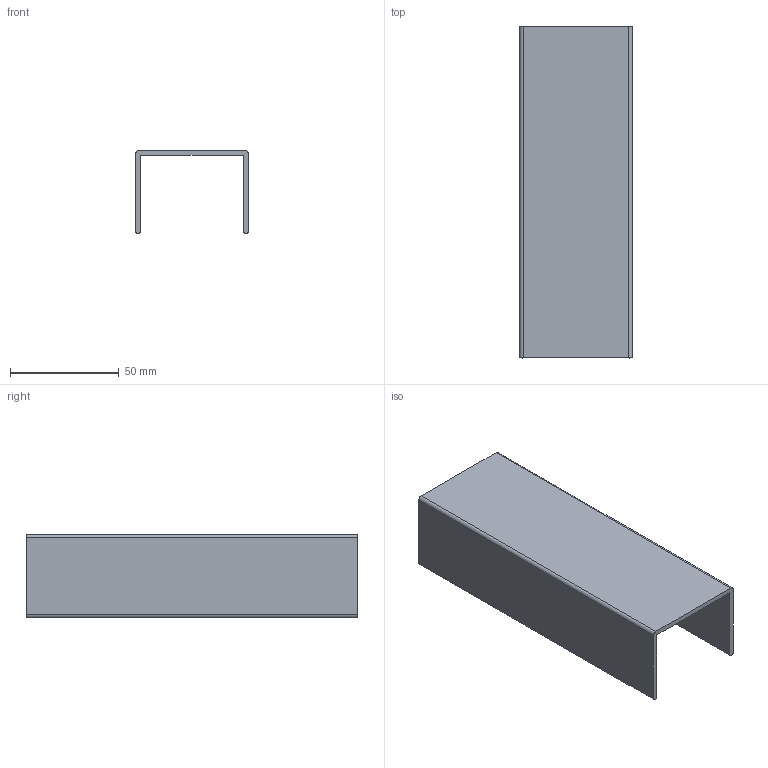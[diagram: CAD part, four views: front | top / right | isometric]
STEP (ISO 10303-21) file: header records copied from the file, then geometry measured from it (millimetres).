
FILE_DESCRIPTION((''),'2;1');
FILE_NAME('SG1690.STP', '2021-02-10T21:03:06',(''), (''), 'KCM Version 2.0.6974.6974', 'KeyCreator Pro', '');
FILE_SCHEMA(('AUTOMOTIVE_DESIGN'));
Length unit declared in the file: inch
Bounding box: 51.82 x 152.4 x 38.1 mm (x, y, z)
Volume: 42673.1 mm3; surface area: 38377.4 mm2
Topology: 1 solids, 1 shells, 12 faces, 30 edges, 20 vertices
Faces by surface type: plane 8, cylinder 4
Entity records: 387 total; most frequent: DIRECTION 64, CARTESIAN_POINT 63, ORIENTED_EDGE 60, EDGE_CURVE 30, VECTOR 22, LINE 22, AXIS2_PLACEMENT_3D 21, VERTEX_POINT 20
